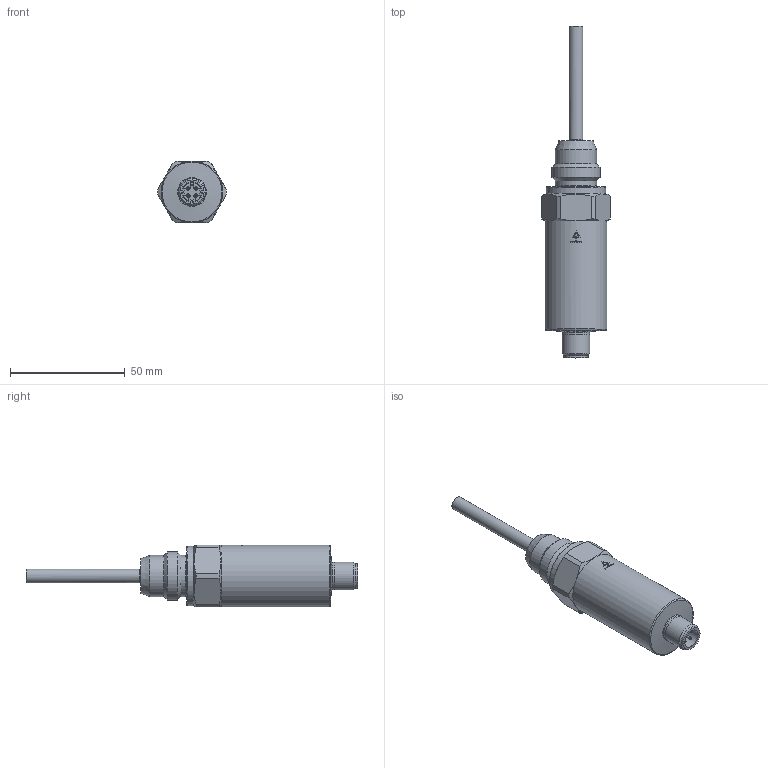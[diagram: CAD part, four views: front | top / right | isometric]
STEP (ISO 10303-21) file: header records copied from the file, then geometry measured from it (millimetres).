
FILE_DESCRIPTION(/* description */ (''),/* implementation_level */ '2;1');
FILE_NAME(/* name */ 'FXFF017',/* time_stamp */ '2016-11-18T14:21:01+01:00',/* author */ ('Zimmermann'),/* organization */ ('wenglor fluid GmbH'),/* preprocessor_version */ 'ST-DEVELOPER v16.7',/* originating_system */ 'DEX',/* authorisation */ $);
FILE_SCHEMA (('AUTOMOTIVE_DESIGN {1 0 10303 214 3 1 1}'));
Length unit declared in the file: millimetre
Products named in the file (1): TK_FXFF017
Bounding box: 29.99 x 144.7 x 27 mm (x, y, z)
Volume: 44144.8 mm3; surface area: 10020.2 mm2
Topology: 1 solids, 2 shells, 109 faces, 266 edges, 169 vertices
Faces by surface type: cylinder 43, plane 41, cone 19, torus 6
Full cylindrical faces by diameter (mm): 1 x4, 6 x1, 8.3 x1, 9.4 x1, 9.5 x1, 9.9 x1, 10 x1, 10.5 x1, 12 x2, 18 x2, 20.955 x1, 26 x1, 27 x1
Entity records: 4135 total; most frequent: CARTESIAN_POINT 941, DIRECTION 535, ORIENTED_EDGE 432, AXIS2_PLACEMENT_3D 227, EDGE_CURVE 216, VERTEX_POINT 157, EDGE_LOOP 157, FACE_BOUND 157
